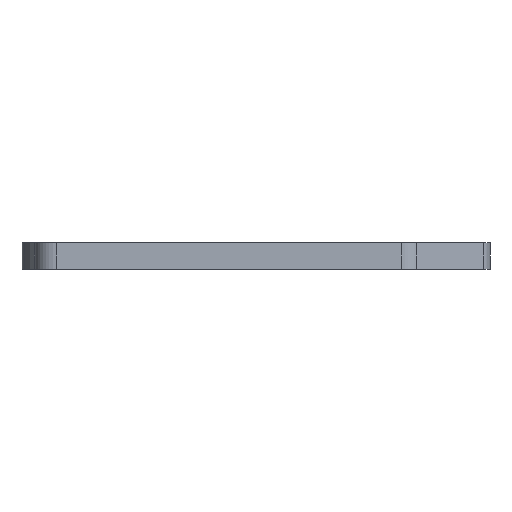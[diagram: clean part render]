
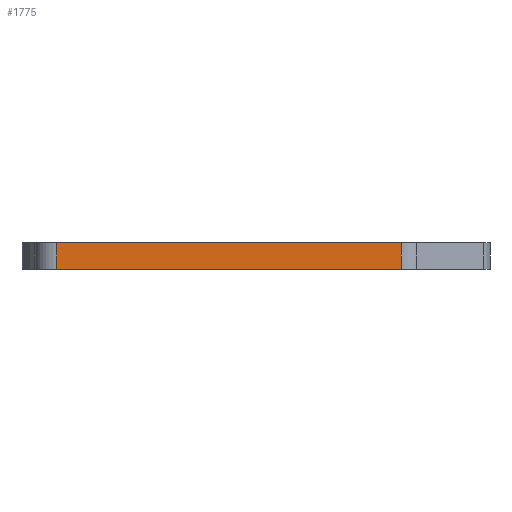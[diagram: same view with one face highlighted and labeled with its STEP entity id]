
A CAD part, left-side view. The second image highlights one B-rep face of the part: STEP entity #1775.
In plain terms, the highlighted planar face has unit normal (-1, 0, 0).
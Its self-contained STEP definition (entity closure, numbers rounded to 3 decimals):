
#58 = CARTESIAN_POINT ( 'NONE',  ( -131.213, 0., 18.009 ) ) ;
#59 = CARTESIAN_POINT ( 'NONE',  ( -131.213, -104.964, 18.009 ) ) ;
#64 = CARTESIAN_POINT ( 'NONE',  ( -131.213, 0., 18.009 ) ) ;
#132 = DIRECTION ( 'NONE',  ( 0., 0., -1. ) ) ;
#268 = PLANE ( 'NONE',  #291 ) ;
#291 = AXIS2_PLACEMENT_3D ( 'NONE', #58, #452, #1206 ) ;
#305 = CARTESIAN_POINT ( 'NONE',  ( -131.213, 0., 0. ) ) ;
#316 = DIRECTION ( 'NONE',  ( 0., 0., -1. ) ) ;
#346 = CARTESIAN_POINT ( 'NONE',  ( -131.213, 125.036, 0. ) ) ;
#408 = VERTEX_POINT ( 'NONE', #59 ) ;
#412 = ORIENTED_EDGE ( 'NONE', *, *, #2287, .F. ) ;
#452 = DIRECTION ( 'NONE',  ( 1., 0., 0. ) ) ;
#513 = EDGE_LOOP ( 'NONE', ( #1361, #1108, #412, #2113 ) ) ;
#655 = VERTEX_POINT ( 'NONE', #1604 ) ;
#970 = EDGE_CURVE ( 'NONE', #1317, #1124, #998, .T. ) ;
#998 = LINE ( 'NONE', #1465, #1422 ) ;
#1108 = ORIENTED_EDGE ( 'NONE', *, *, #2075, .F. ) ;
#1124 = VERTEX_POINT ( 'NONE', #346 ) ;
#1171 = LINE ( 'NONE', #1270, #2055 ) ;
#1206 = DIRECTION ( 'NONE',  ( 0., 1., 0. ) ) ;
#1270 = CARTESIAN_POINT ( 'NONE',  ( -131.213, -104.964, 18.009 ) ) ;
#1317 = VERTEX_POINT ( 'NONE', #2190 ) ;
#1361 = ORIENTED_EDGE ( 'NONE', *, *, #2453, .T. ) ;
#1422 = VECTOR ( 'NONE', #316, 1000. ) ;
#1435 = DIRECTION ( 'NONE',  ( 0., -1., 0. ) ) ;
#1463 = VECTOR ( 'NONE', #1846, 1000. ) ;
#1465 = CARTESIAN_POINT ( 'NONE',  ( -131.213, 125.036, 18.009 ) ) ;
#1603 = LINE ( 'NONE', #64, #1915 ) ;
#1604 = CARTESIAN_POINT ( 'NONE',  ( -131.213, -104.964, 0. ) ) ;
#1775 = ADVANCED_FACE ( 'NONE', ( #2268 ), #268, .F. ) ;
#1846 = DIRECTION ( 'NONE',  ( 0., -1., 0. ) ) ;
#1915 = VECTOR ( 'NONE', #1435, 1000. ) ;
#1969 = LINE ( 'NONE', #305, #1463 ) ;
#2055 = VECTOR ( 'NONE', #132, 1000. ) ;
#2075 = EDGE_CURVE ( 'NONE', #408, #655, #1171, .T. ) ;
#2113 = ORIENTED_EDGE ( 'NONE', *, *, #970, .T. ) ;
#2190 = CARTESIAN_POINT ( 'NONE',  ( -131.213, 125.036, 18.009 ) ) ;
#2268 = FACE_OUTER_BOUND ( 'NONE', #513, .T. ) ;
#2287 = EDGE_CURVE ( 'NONE', #1317, #408, #1603, .T. ) ;
#2453 = EDGE_CURVE ( 'NONE', #1124, #655, #1969, .T. ) ;
